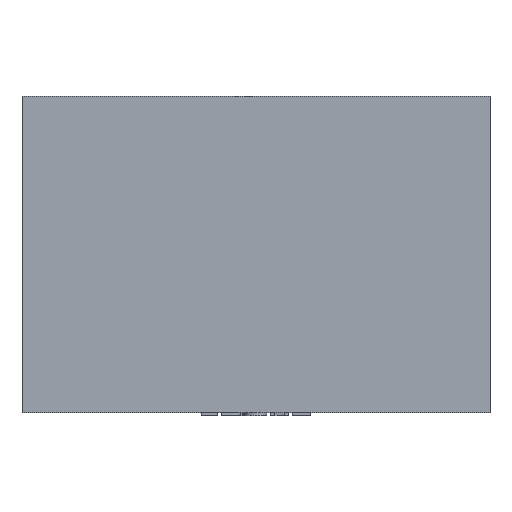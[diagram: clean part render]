
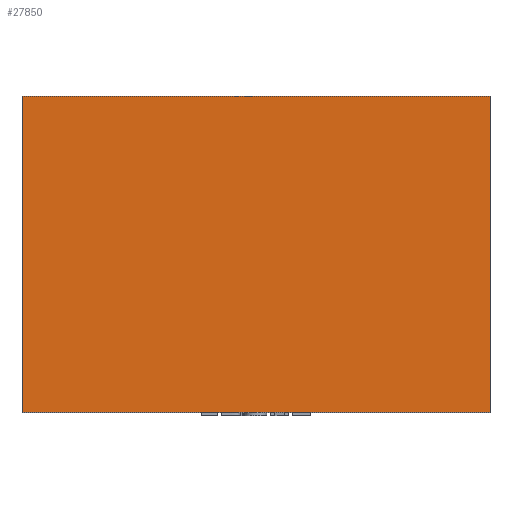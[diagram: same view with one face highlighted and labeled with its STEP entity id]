
A CAD part, top view. The second image highlights one B-rep face of the part: STEP entity #27850.
In plain terms, the highlighted planar face has unit normal (0, 0, 1).
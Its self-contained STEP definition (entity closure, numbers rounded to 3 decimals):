
#27850 = ADVANCED_FACE( '', ( #31932 ), #31933, .F. );
#31932 = FACE_OUTER_BOUND( '', #32124, .T. );
#31933 = PLANE( '', #32125 );
#32124 = EDGE_LOOP( '', ( #32575, #32576, #32577, #32578 ) );
#32125 = AXIS2_PLACEMENT_3D( '', #32579, #32580, #32581 );
#32575 = ORIENTED_EDGE( '', *, *, #33534, .T. );
#32576 = ORIENTED_EDGE( '', *, *, #33501, .F. );
#32577 = ORIENTED_EDGE( '', *, *, #33533, .F. );
#32578 = ORIENTED_EDGE( '', *, *, #33535, .T. );
#32579 = CARTESIAN_POINT( '', ( 244.475, -165.1, 47.625 ) );
#32580 = DIRECTION( '', ( 0., 0., -1. ) );
#32581 = DIRECTION( '', ( -1., 0., 0. ) );
#33501 = EDGE_CURVE( '', #33686, #33684, #33688, .T. );
#33533 = EDGE_CURVE( '', #33747, #33686, #33749, .T. );
#33534 = EDGE_CURVE( '', #33750, #33684, #33751, .T. );
#33535 = EDGE_CURVE( '', #33747, #33750, #33752, .T. );
#33684 = VERTEX_POINT( '', #34136 );
#33686 = VERTEX_POINT( '', #34139 );
#33688 = LINE( '', #34142, #34143 );
#33747 = VERTEX_POINT( '', #34260 );
#33749 = LINE( '', #34263, #34264 );
#33750 = VERTEX_POINT( '', #34265 );
#33751 = LINE( '', #34266, #34267 );
#33752 = LINE( '', #34268, #34269 );
#34136 = CARTESIAN_POINT( '', ( -244.475, 165.1, 47.625 ) );
#34139 = CARTESIAN_POINT( '', ( -244.475, -165.1, 47.625 ) );
#34142 = CARTESIAN_POINT( '', ( -244.475, -165.1, 47.625 ) );
#34143 = VECTOR( '', #34397, 1000. );
#34260 = CARTESIAN_POINT( '', ( 244.475, -165.1, 47.625 ) );
#34263 = CARTESIAN_POINT( '', ( 244.475, -165.1, 47.625 ) );
#34264 = VECTOR( '', #34399, 1000. );
#34265 = CARTESIAN_POINT( '', ( 244.475, 165.1, 47.625 ) );
#34266 = CARTESIAN_POINT( '', ( 244.475, 165.1, 47.625 ) );
#34267 = VECTOR( '', #34400, 1000. );
#34268 = CARTESIAN_POINT( '', ( 244.475, -165.1, 47.625 ) );
#34269 = VECTOR( '', #34401, 1000. );
#34397 = DIRECTION( '', ( 0., 1., 0. ) );
#34399 = DIRECTION( '', ( -1., 0., 0. ) );
#34400 = DIRECTION( '', ( -1., 0., 0. ) );
#34401 = DIRECTION( '', ( 0., 1., 0. ) );
